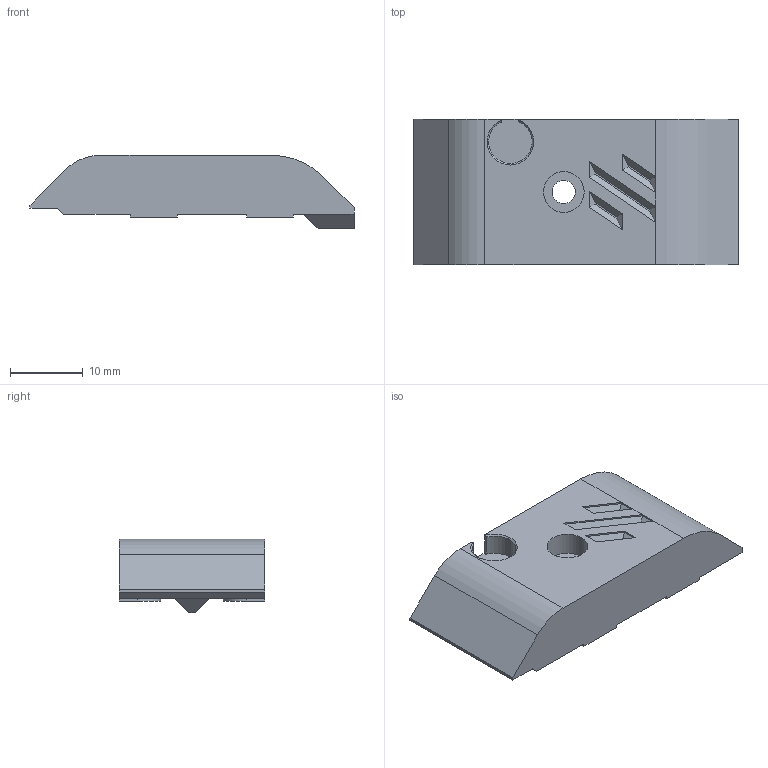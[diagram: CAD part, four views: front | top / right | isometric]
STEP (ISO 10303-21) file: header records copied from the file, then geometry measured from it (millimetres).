
FILE_DESCRIPTION(/* description */ (''),/* implementation_level */ '2;1');
FILE_NAME(/* name */ 'Cover_Screw_Hall.stp',/* time_stamp */ '2021-09-01T03:54:50+02:00',/* author */ ('Rama'),/* organization */ (''),/* preprocessor_version */ 'ST-DEVELOPER v18.1',/* originating_system */ 'Autodesk Inventor 2021',/* authorisation */ '');
FILE_SCHEMA (('AUTOMOTIVE_DESIGN { 1 0 10303 214 3 1 1 }'));
Length unit declared in the file: millimetre
Products named in the file (1): Cover
Bounding box: 44.55 x 20 x 10.09 mm (x, y, z)
Volume: 5948.9 mm3; surface area: 2737.8 mm2
Topology: 1 solids, 1 shells, 67 faces, 175 edges, 112 vertices
Faces by surface type: plane 55, cylinder 11, cone 1
Full cylindrical faces by diameter (mm): 3.2 x1, 5.6 x1
Entity records: 2085 total; most frequent: CARTESIAN_POINT 377, ORIENTED_EDGE 350, DIRECTION 334, EDGE_CURVE 175, LINE 148, VECTOR 148, VERTEX_POINT 112, AXIS2_PLACEMENT_3D 93
